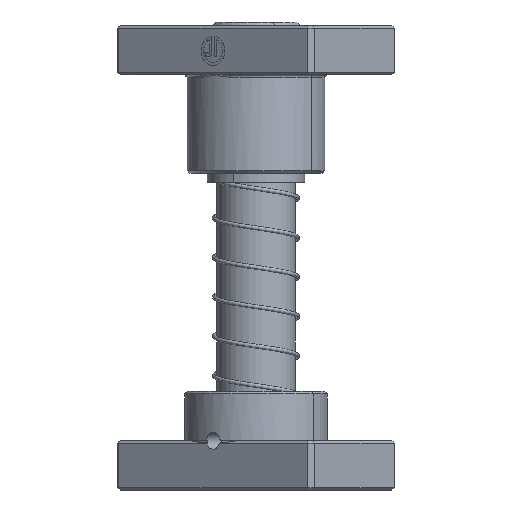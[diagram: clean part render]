
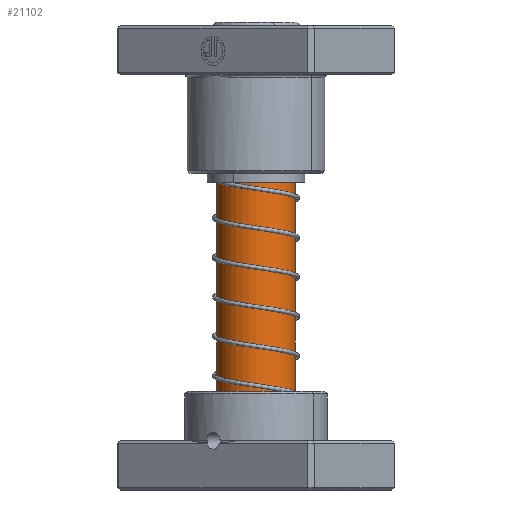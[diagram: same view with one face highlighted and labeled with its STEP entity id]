
A CAD part, front view. The second image highlights one B-rep face of the part: STEP entity #21102.
In plain terms, the highlighted cylindrical face has radius 16 mm (diameter 32 mm), a partial arc.
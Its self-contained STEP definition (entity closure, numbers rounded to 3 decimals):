
#316 = VECTOR ( 'NONE', #522, 1000. ) ;
#522 = DIRECTION ( 'NONE',  ( 0., 0., -1. ) ) ;
#838 = CIRCLE ( 'NONE', #36122, 16. ) ;
#2136 = EDGE_CURVE ( 'NONE', #2352, #10115, #27400, .T. ) ;
#2352 = VERTEX_POINT ( 'NONE', #33357 ) ;
#3408 = DIRECTION ( 'NONE',  ( 0., 0., -1. ) ) ;
#4352 = EDGE_CURVE ( 'NONE', #32251, #16528, #838, .T. ) ;
#4624 = VECTOR ( 'NONE', #14156, 1000. ) ;
#4875 = CYLINDRICAL_SURFACE ( 'NONE', #18699, 16. ) ;
#5653 = LINE ( 'NONE', #33126, #4624 ) ;
#6894 = ORIENTED_EDGE ( 'NONE', *, *, #8597, .F. ) ;
#8597 = EDGE_CURVE ( 'NONE', #2352, #32251, #8813, .T. ) ;
#8813 = LINE ( 'NONE', #13929, #316 ) ;
#10115 = VERTEX_POINT ( 'NONE', #28407 ) ;
#10372 = DIRECTION ( 'NONE',  ( 0., 0., -1. ) ) ;
#11427 = ORIENTED_EDGE ( 'NONE', *, *, #4352, .F. ) ;
#12030 = CARTESIAN_POINT ( 'NONE',  ( 0., 0., 160. ) ) ;
#12930 = ORIENTED_EDGE ( 'NONE', *, *, #2136, .T. ) ;
#13022 = DIRECTION ( 'NONE',  ( 0., 0., -1. ) ) ;
#13929 = CARTESIAN_POINT ( 'NONE',  ( 16., 0., 160. ) ) ;
#13950 = CARTESIAN_POINT ( 'NONE',  ( 16., 0., 24.25 ) ) ;
#14156 = DIRECTION ( 'NONE',  ( 0., 0., -1. ) ) ;
#14817 = EDGE_LOOP ( 'NONE', ( #6894, #12930, #22386, #11427 ) ) ;
#16528 = VERTEX_POINT ( 'NONE', #22677 ) ;
#18451 = EDGE_CURVE ( 'NONE', #10115, #16528, #5653, .T. ) ;
#18699 = AXIS2_PLACEMENT_3D ( 'NONE', #12030, #13022, #28868 ) ;
#21102 = ADVANCED_FACE ( 'NONE', ( #31303 ), #4875, .T. ) ;
#22289 = AXIS2_PLACEMENT_3D ( 'NONE', #29427, #10372, #32573 ) ;
#22386 = ORIENTED_EDGE ( 'NONE', *, *, #18451, .T. ) ;
#22525 = CARTESIAN_POINT ( 'NONE',  ( 0., 0., 24.25 ) ) ;
#22677 = CARTESIAN_POINT ( 'NONE',  ( -16., 0., 24.25 ) ) ;
#25697 = DIRECTION ( 'NONE',  ( -1., 0., 0. ) ) ;
#27400 = CIRCLE ( 'NONE', #22289, 16. ) ;
#28407 = CARTESIAN_POINT ( 'NONE',  ( -16., 0., 157. ) ) ;
#28868 = DIRECTION ( 'NONE',  ( -1., 0., 0. ) ) ;
#29427 = CARTESIAN_POINT ( 'NONE',  ( 0., 0., 157. ) ) ;
#31303 = FACE_OUTER_BOUND ( 'NONE', #14817, .T. ) ;
#32251 = VERTEX_POINT ( 'NONE', #13950 ) ;
#32573 = DIRECTION ( 'NONE',  ( 1., 0., 0. ) ) ;
#33126 = CARTESIAN_POINT ( 'NONE',  ( -16., 0., 160. ) ) ;
#33357 = CARTESIAN_POINT ( 'NONE',  ( 16., 0., 157. ) ) ;
#36122 = AXIS2_PLACEMENT_3D ( 'NONE', #22525, #3408, #25697 ) ;
